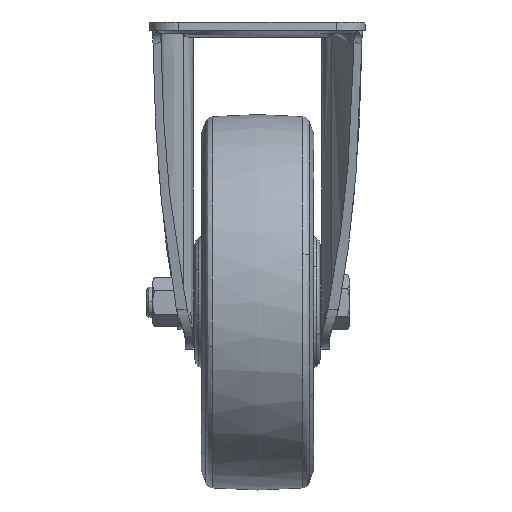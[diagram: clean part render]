
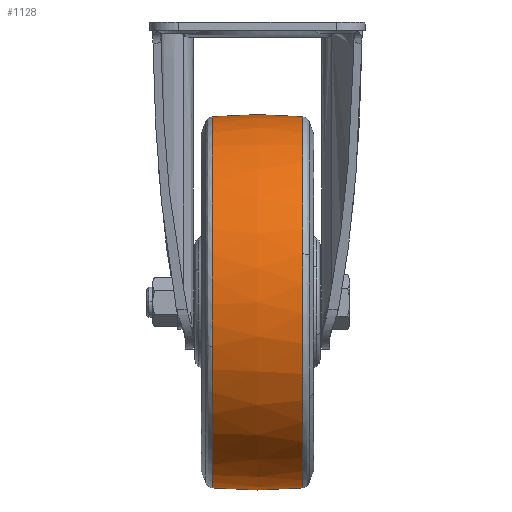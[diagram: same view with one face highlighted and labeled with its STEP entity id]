
A CAD part, left-side view. The second image highlights one B-rep face of the part: STEP entity #1128.
In plain terms, the highlighted free-form (B-spline) face has degree [2, 2] with [5, 5] control points.
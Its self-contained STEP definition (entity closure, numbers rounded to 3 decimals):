
#242=CARTESIAN_POINT('',(0.0,18.088,-37.82));
#243=VERTEX_POINT('',#242);
#273=CARTESIAN_POINT('',(-72.076,18.088,-129.544));
#274=VERTEX_POINT('',#273);
#288=CARTESIAN_POINT('',(0.0,18.088,-37.82));
#289=CARTESIAN_POINT('',(-74.18,18.088,-37.82));
#290=CARTESIAN_POINT('',(-74.18,18.088,-112.));
#291=CARTESIAN_POINT('',(-74.18,18.088,-120.898));
#292=CARTESIAN_POINT('',(-72.076,18.088,-129.544));
#300=(BOUNDED_CURVE()B_SPLINE_CURVE(2,(#288,#289,#290,#291,#292),.UNSPECIFIED.,.F.,.U.)B_SPLINE_CURVE_WITH_KNOTS((3,2,3),(0.5,0.75,0.79),.UNSPECIFIED.)CURVE()GEOMETRIC_REPRESENTATION_ITEM()RATIONAL_B_SPLINE_CURVE((1.0,0.707,1.0,0.953,0.921))REPRESENTATION_ITEM(''));
#301=EDGE_CURVE('',#243,#274,#300,.T.);
#329=CARTESIAN_POINT('',(0.0,18.088,-186.18));
#330=VERTEX_POINT('',#329);
#346=CARTESIAN_POINT('',(-72.076,18.088,-129.544));
#347=CARTESIAN_POINT('',(-58.29,18.088,-186.18));
#348=CARTESIAN_POINT('',(0.0,18.088,-186.18));
#356=(BOUNDED_CURVE()B_SPLINE_CURVE(2,(#346,#347,#348),.UNSPECIFIED.,.F.,.U.)B_SPLINE_CURVE_WITH_KNOTS((3,3),(0.79,1.0),.UNSPECIFIED.)CURVE()GEOMETRIC_REPRESENTATION_ITEM()RATIONAL_B_SPLINE_CURVE((0.921,0.754,1.0))REPRESENTATION_ITEM(''));
#357=EDGE_CURVE('',#274,#330,#356,.T.);
#1006=CARTESIAN_POINT('',(0.0,-18.088,-186.18));
#1007=VERTEX_POINT('',#1006);
#1008=CARTESIAN_POINT('',(0.0,-18.088,-186.18));
#1009=CARTESIAN_POINT('',(0.0,-6.062,-187.273));
#1010=CARTESIAN_POINT('',(0.0,6.062,-187.273));
#1011=CARTESIAN_POINT('',(0.0,18.088,-186.18));
#1012=B_SPLINE_CURVE_WITH_KNOTS('',3,(#1008,#1009,#1010,#1011),.UNSPECIFIED.,.F.,.U.,(4,4),(0.,36.225),.UNSPECIFIED.);
#1013=EDGE_CURVE('',#1007,#330,#1012,.T.);
#1017=CARTESIAN_POINT('',(0.0,-18.088,-37.82));
#1018=VERTEX_POINT('',#1017);
#1019=CARTESIAN_POINT('',(0.0,-18.088,-37.82));
#1020=CARTESIAN_POINT('',(0.0,-6.062,-36.727));
#1021=CARTESIAN_POINT('',(0.0,6.062,-36.727));
#1022=CARTESIAN_POINT('',(0.0,18.088,-37.82));
#1023=B_SPLINE_CURVE_WITH_KNOTS('',3,(#1019,#1020,#1021,#1022),.UNSPECIFIED.,.F.,.U.,(4,4),(0.,36.225),.UNSPECIFIED.);
#1024=EDGE_CURVE('',#1018,#243,#1023,.T.);
#1059=CARTESIAN_POINT('',(0.0,-19.906,-37.993));
#1060=CARTESIAN_POINT('',(0.0,-9.978,-37.));
#1061=CARTESIAN_POINT('',(0.0,0.,-37.));
#1062=CARTESIAN_POINT('',(0.0,9.978,-37.0));
#1063=CARTESIAN_POINT('',(0.0,19.906,-37.993));
#1064=CARTESIAN_POINT('',(-74.007,-19.906,-37.993));
#1065=CARTESIAN_POINT('',(-75.,-9.978,-37.0));
#1066=CARTESIAN_POINT('',(-75.,0.,-37.0));
#1067=CARTESIAN_POINT('',(-75.,9.978,-37.0));
#1068=CARTESIAN_POINT('',(-74.007,19.906,-37.993));
#1069=CARTESIAN_POINT('',(-74.007,-19.906,-112.0));
#1070=CARTESIAN_POINT('',(-75.,-9.978,-112.));
#1071=CARTESIAN_POINT('',(-75.,0.,-112.0));
#1072=CARTESIAN_POINT('',(-75.,9.978,-112.));
#1073=CARTESIAN_POINT('',(-74.007,19.906,-112.));
#1074=CARTESIAN_POINT('',(-74.007,-19.906,-186.007));
#1075=CARTESIAN_POINT('',(-75.,-9.978,-187.0));
#1076=CARTESIAN_POINT('',(-75.,0.,-187.0));
#1077=CARTESIAN_POINT('',(-75.,9.978,-187.0));
#1078=CARTESIAN_POINT('',(-74.007,19.906,-186.007));
#1079=CARTESIAN_POINT('',(0.0,-19.906,-186.007));
#1080=CARTESIAN_POINT('',(0.0,-9.978,-187.));
#1081=CARTESIAN_POINT('',(0.0,0.,-187.0));
#1082=CARTESIAN_POINT('',(0.0,9.978,-187.0));
#1083=CARTESIAN_POINT('',(0.0,19.906,-186.007));
#1091=(BOUNDED_SURFACE()B_SPLINE_SURFACE(2,2,((#1059,#1064,#1069,#1074,#1079),(#1060,#1065,#1070,#1075,#1080),(#1061,#1066,#1071,#1076,#1081),(#1062,#1067,#1072,#1077,#1082),(#1063,#1068,#1073,#1078,#1083)),.UNSPECIFIED.,.F.,.F.,.U.)B_SPLINE_SURFACE_WITH_KNOTS((3,2,3),(3,2,3),(0.0,20.133,40.265),(0.0,124.264,248.528),.UNSPECIFIED.)GEOMETRIC_REPRESENTATION_ITEM()RATIONAL_B_SPLINE_SURFACE(((0.98,0.693,0.98,0.693,0.98),(0.989,0.699,0.989,0.699,0.989),(1.0,0.707,1.0,0.707,1.0),(0.989,0.699,0.989,0.699,0.989),(0.98,0.693,0.98,0.693,0.98)))REPRESENTATION_ITEM('')SURFACE());
#1092=ORIENTED_EDGE('',*,*,#1013,.F.);
#1093=CARTESIAN_POINT('',(-71.612,-18.088,-92.651));
#1094=VERTEX_POINT('',#1093);
#1095=CARTESIAN_POINT('',(-71.612,-18.088,-92.651));
#1096=CARTESIAN_POINT('',(-74.18,-18.088,-102.155));
#1097=CARTESIAN_POINT('',(-74.18,-18.088,-112.));
#1098=CARTESIAN_POINT('',(-74.18,-18.088,-186.18));
#1099=CARTESIAN_POINT('',(0.0,-18.088,-186.18));
#1107=(BOUNDED_CURVE()B_SPLINE_CURVE(2,(#1095,#1096,#1097,#1098,#1099),.UNSPECIFIED.,.F.,.U.)B_SPLINE_CURVE_WITH_KNOTS((3,2,3),(0.706,0.75,1.0),.UNSPECIFIED.)CURVE()GEOMETRIC_REPRESENTATION_ITEM()RATIONAL_B_SPLINE_CURVE((0.914,0.948,1.0,0.707,1.0))REPRESENTATION_ITEM(''));
#1108=EDGE_CURVE('',#1094,#1007,#1107,.T.);
#1109=ORIENTED_EDGE('',*,*,#1108,.F.);
#1110=CARTESIAN_POINT('',(0.0,-18.088,-37.82));
#1111=CARTESIAN_POINT('',(-56.797,-18.088,-37.82));
#1112=CARTESIAN_POINT('',(-71.612,-18.088,-92.651));
#1120=(BOUNDED_CURVE()B_SPLINE_CURVE(2,(#1110,#1111,#1112),.UNSPECIFIED.,.F.,.U.)B_SPLINE_CURVE_WITH_KNOTS((3,3),(0.5,0.706),.UNSPECIFIED.)CURVE()GEOMETRIC_REPRESENTATION_ITEM()RATIONAL_B_SPLINE_CURVE((1.0,0.759,0.914))REPRESENTATION_ITEM(''));
#1121=EDGE_CURVE('',#1018,#1094,#1120,.T.);
#1122=ORIENTED_EDGE('',*,*,#1121,.F.);
#1123=ORIENTED_EDGE('',*,*,#1024,.T.);
#1124=ORIENTED_EDGE('',*,*,#301,.T.);
#1125=ORIENTED_EDGE('',*,*,#357,.T.);
#1126=EDGE_LOOP('',(#1092,#1109,#1122,#1123,#1124,#1125));
#1127=FACE_OUTER_BOUND('',#1126,.T.);
#1128=ADVANCED_FACE('',(#1127),#1091,.T.);
